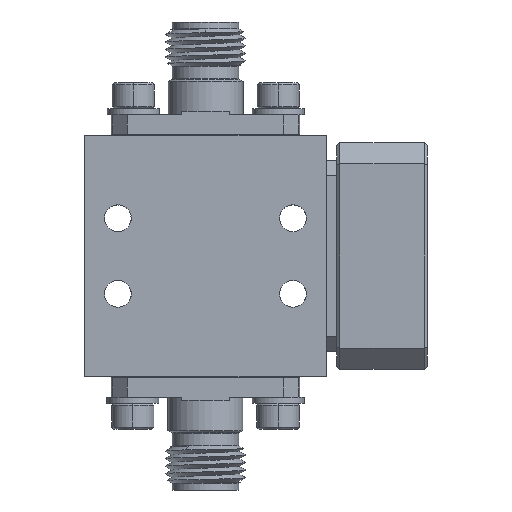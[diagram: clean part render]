
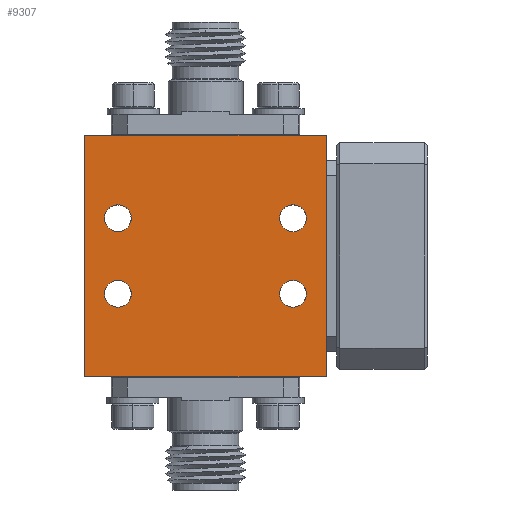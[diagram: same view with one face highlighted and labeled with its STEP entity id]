
A CAD part, front view. The second image highlights one B-rep face of the part: STEP entity #9307.
In plain terms, the highlighted planar face has unit normal (0, -1, 0).
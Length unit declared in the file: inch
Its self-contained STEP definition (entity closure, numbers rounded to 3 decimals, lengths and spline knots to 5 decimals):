
#1108 = CARTESIAN_POINT ( 'NONE',  ( -0.30095, -0.30245, -0.08359 ) ) ;
#1546 = CARTESIAN_POINT ( 'NONE',  ( -0.30095, -0.30245, -0.03909 ) ) ;
#2594 = EDGE_CURVE ( 'NONE', #9871, #19496, #20288, .T. ) ;
#2998 = CARTESIAN_POINT ( 'NONE',  ( 0.27905, -0.30245, -0.08359 ) ) ;
#3388 = VECTOR ( 'NONE', #12913, 39.37008 ) ;
#3676 = CARTESIAN_POINT ( 'NONE',  ( -0.41095, -0.30245, 0.44141 ) ) ;
#3687 = PLANE ( 'NONE',  #5110 ) ;
#3717 = CARTESIAN_POINT ( 'NONE',  ( -0.30095, -0.30245, -0.08359 ) ) ;
#4067 = EDGE_LOOP ( 'NONE', ( #8835, #27866 ) ) ;
#4125 = ORIENTED_EDGE ( 'NONE', *, *, #11227, .T. ) ;
#4149 = CIRCLE ( 'NONE', #10635, 0.0445 ) ;
#4428 = EDGE_LOOP ( 'NONE', ( #24697, #20747, #29482, #21675 ) ) ;
#4472 = CARTESIAN_POINT ( 'NONE',  ( 0.27905, -0.30245, -0.08359 ) ) ;
#4861 = CARTESIAN_POINT ( 'NONE',  ( 0.38905, -0.30245, 0.44141 ) ) ;
#4902 = CIRCLE ( 'NONE', #26898, 0.0445 ) ;
#5110 = AXIS2_PLACEMENT_3D ( 'NONE', #6674, #23922, #9389 ) ;
#5278 = CARTESIAN_POINT ( 'NONE',  ( 0.38905, -0.30245, -0.35859 ) ) ;
#5544 = EDGE_CURVE ( 'NONE', #21994, #27911, #28490, .T. ) ;
#5788 = CARTESIAN_POINT ( 'NONE',  ( 0.27905, -0.30245, 0.21091 ) ) ;
#5949 = VERTEX_POINT ( 'NONE', #26541 ) ;
#6144 = CARTESIAN_POINT ( 'NONE',  ( 0.27905, -0.30245, 0.12191 ) ) ;
#6344 = CARTESIAN_POINT ( 'NONE',  ( 0.27905, -0.30245, -0.03909 ) ) ;
#6398 = VERTEX_POINT ( 'NONE', #12706 ) ;
#6410 = EDGE_LOOP ( 'NONE', ( #24676, #24524 ) ) ;
#6593 = FACE_BOUND ( 'NONE', #13770, .T. ) ;
#6674 = CARTESIAN_POINT ( 'NONE',  ( -0.01095, -0.30245, 0.04141 ) ) ;
#6888 = VERTEX_POINT ( 'NONE', #10561 ) ;
#7305 = DIRECTION ( 'NONE',  ( 0., 1., 0. ) ) ;
#8081 = AXIS2_PLACEMENT_3D ( 'NONE', #4472, #30007, #12177 ) ;
#8267 = AXIS2_PLACEMENT_3D ( 'NONE', #2998, #20673, #23112 ) ;
#8280 = CARTESIAN_POINT ( 'NONE',  ( 0.27905, -0.30245, -0.12809 ) ) ;
#8397 = CARTESIAN_POINT ( 'NONE',  ( -0.30095, -0.30245, 0.16641 ) ) ;
#8835 = ORIENTED_EDGE ( 'NONE', *, *, #22605, .T. ) ;
#9307 = ADVANCED_FACE ( 'NONE', ( #6593, #25154, #24002, #9711, #14098 ), #3687, .F. ) ;
#9389 = DIRECTION ( 'NONE',  ( 0., 0., 1. ) ) ;
#9423 = AXIS2_PLACEMENT_3D ( 'NONE', #17708, #7305, #27534 ) ;
#9711 = FACE_BOUND ( 'NONE', #32016, .T. ) ;
#9871 = VERTEX_POINT ( 'NONE', #5788 ) ;
#10328 = DIRECTION ( 'NONE',  ( 0., 1., 0. ) ) ;
#10345 = EDGE_CURVE ( 'NONE', #26089, #24908, #11259, .T. ) ;
#10515 = VECTOR ( 'NONE', #30039, 39.37008 ) ;
#10561 = CARTESIAN_POINT ( 'NONE',  ( -0.41095, -0.30245, -0.35859 ) ) ;
#10635 = AXIS2_PLACEMENT_3D ( 'NONE', #3717, #21286, #16426 ) ;
#10661 = CARTESIAN_POINT ( 'NONE',  ( 0.27905, -0.30245, 0.16641 ) ) ;
#11041 = DIRECTION ( 'NONE',  ( 0., 1., 0. ) ) ;
#11227 = EDGE_CURVE ( 'NONE', #24908, #26089, #19585, .T. ) ;
#11259 = CIRCLE ( 'NONE', #8267, 0.0445 ) ;
#11300 = DIRECTION ( 'NONE',  ( 0., 1., 0. ) ) ;
#11519 = DIRECTION ( 'NONE',  ( 0., 0., 1. ) ) ;
#11996 = EDGE_CURVE ( 'NONE', #6398, #32145, #4149, .T. ) ;
#12047 = ORIENTED_EDGE ( 'NONE', *, *, #20263, .T. ) ;
#12109 = VECTOR ( 'NONE', #31989, 39.37008 ) ;
#12177 = DIRECTION ( 'NONE',  ( 0., 0., 1. ) ) ;
#12232 = CIRCLE ( 'NONE', #13462, 0.0445 ) ;
#12706 = CARTESIAN_POINT ( 'NONE',  ( -0.30095, -0.30245, -0.12809 ) ) ;
#12913 = DIRECTION ( 'NONE',  ( 1., 0., 0. ) ) ;
#13462 = AXIS2_PLACEMENT_3D ( 'NONE', #8397, #11041, #28983 ) ;
#13770 = EDGE_LOOP ( 'NONE', ( #4125, #21516 ) ) ;
#13794 = DIRECTION ( 'NONE',  ( 0., 1., 0. ) ) ;
#13860 = VECTOR ( 'NONE', #20338, 39.37008 ) ;
#14098 = FACE_OUTER_BOUND ( 'NONE', #4428, .T. ) ;
#14719 = EDGE_CURVE ( 'NONE', #6888, #5949, #29101, .T. ) ;
#15336 = AXIS2_PLACEMENT_3D ( 'NONE', #26466, #11300, #11519 ) ;
#16272 = EDGE_CURVE ( 'NONE', #19496, #9871, #31463, .T. ) ;
#16426 = DIRECTION ( 'NONE',  ( 0., 0., 1. ) ) ;
#16841 = LINE ( 'NONE', #28085, #3388 ) ;
#16889 = VERTEX_POINT ( 'NONE', #23146 ) ;
#17708 = CARTESIAN_POINT ( 'NONE',  ( -0.30095, -0.30245, 0.16641 ) ) ;
#18217 = DIRECTION ( 'NONE',  ( 0., 0., 1. ) ) ;
#18545 = CARTESIAN_POINT ( 'NONE',  ( 0.38905, -0.30245, -0.35859 ) ) ;
#18567 = DIRECTION ( 'NONE',  ( 0., 0., 1. ) ) ;
#18808 = VERTEX_POINT ( 'NONE', #23629 ) ;
#19496 = VERTEX_POINT ( 'NONE', #6144 ) ;
#19585 = CIRCLE ( 'NONE', #8081, 0.0445 ) ;
#20018 = LINE ( 'NONE', #5278, #10515 ) ;
#20263 = EDGE_CURVE ( 'NONE', #18808, #16889, #12232, .T. ) ;
#20288 = CIRCLE ( 'NONE', #15336, 0.0445 ) ;
#20338 = DIRECTION ( 'NONE',  ( 0., 0., -1. ) ) ;
#20673 = DIRECTION ( 'NONE',  ( 0., 1., 0. ) ) ;
#20747 = ORIENTED_EDGE ( 'NONE', *, *, #30237, .F. ) ;
#21286 = DIRECTION ( 'NONE',  ( 0., 1., 0. ) ) ;
#21516 = ORIENTED_EDGE ( 'NONE', *, *, #10345, .T. ) ;
#21609 = AXIS2_PLACEMENT_3D ( 'NONE', #10661, #10328, #18217 ) ;
#21675 = ORIENTED_EDGE ( 'NONE', *, *, #29670, .F. ) ;
#21994 = VERTEX_POINT ( 'NONE', #23027 ) ;
#22605 = EDGE_CURVE ( 'NONE', #32145, #6398, #4902, .T. ) ;
#22691 = ORIENTED_EDGE ( 'NONE', *, *, #30906, .T. ) ;
#23027 = CARTESIAN_POINT ( 'NONE',  ( 0.38905, -0.30245, 0.44141 ) ) ;
#23112 = DIRECTION ( 'NONE',  ( 0., 0., 1. ) ) ;
#23146 = CARTESIAN_POINT ( 'NONE',  ( -0.30095, -0.30245, 0.21091 ) ) ;
#23629 = CARTESIAN_POINT ( 'NONE',  ( -0.30095, -0.30245, 0.12191 ) ) ;
#23922 = DIRECTION ( 'NONE',  ( 0., 1., 0. ) ) ;
#24002 = FACE_BOUND ( 'NONE', #4067, .T. ) ;
#24524 = ORIENTED_EDGE ( 'NONE', *, *, #16272, .T. ) ;
#24676 = ORIENTED_EDGE ( 'NONE', *, *, #2594, .T. ) ;
#24697 = ORIENTED_EDGE ( 'NONE', *, *, #14719, .F. ) ;
#24908 = VERTEX_POINT ( 'NONE', #6344 ) ;
#25154 = FACE_BOUND ( 'NONE', #6410, .T. ) ;
#26089 = VERTEX_POINT ( 'NONE', #8280 ) ;
#26311 = CIRCLE ( 'NONE', #9423, 0.0445 ) ;
#26466 = CARTESIAN_POINT ( 'NONE',  ( 0.27905, -0.30245, 0.16641 ) ) ;
#26541 = CARTESIAN_POINT ( 'NONE',  ( -0.41095, -0.30245, 0.44141 ) ) ;
#26898 = AXIS2_PLACEMENT_3D ( 'NONE', #1108, #13794, #18567 ) ;
#27534 = DIRECTION ( 'NONE',  ( 0., 0., 1. ) ) ;
#27866 = ORIENTED_EDGE ( 'NONE', *, *, #11996, .T. ) ;
#27911 = VERTEX_POINT ( 'NONE', #18545 ) ;
#28085 = CARTESIAN_POINT ( 'NONE',  ( 0.38905, -0.30245, 0.44141 ) ) ;
#28490 = LINE ( 'NONE', #4861, #13860 ) ;
#28983 = DIRECTION ( 'NONE',  ( 0., 0., 1. ) ) ;
#29101 = LINE ( 'NONE', #3676, #12109 ) ;
#29482 = ORIENTED_EDGE ( 'NONE', *, *, #5544, .F. ) ;
#29670 = EDGE_CURVE ( 'NONE', #5949, #21994, #16841, .T. ) ;
#30007 = DIRECTION ( 'NONE',  ( 0., 1., 0. ) ) ;
#30039 = DIRECTION ( 'NONE',  ( -1., 0., 0. ) ) ;
#30237 = EDGE_CURVE ( 'NONE', #27911, #6888, #20018, .T. ) ;
#30906 = EDGE_CURVE ( 'NONE', #16889, #18808, #26311, .T. ) ;
#31463 = CIRCLE ( 'NONE', #21609, 0.0445 ) ;
#31989 = DIRECTION ( 'NONE',  ( 0., 0., 1. ) ) ;
#32016 = EDGE_LOOP ( 'NONE', ( #22691, #12047 ) ) ;
#32145 = VERTEX_POINT ( 'NONE', #1546 ) ;
